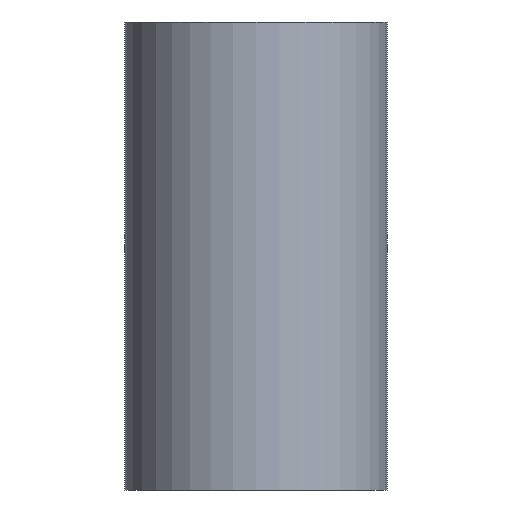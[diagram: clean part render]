
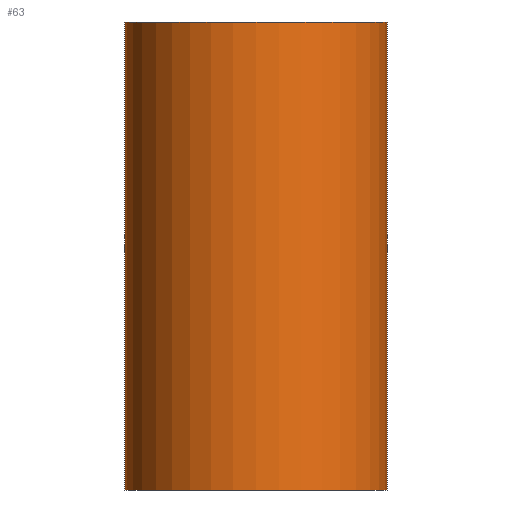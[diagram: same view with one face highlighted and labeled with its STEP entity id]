
A CAD part, front view. The second image highlights one B-rep face of the part: STEP entity #63.
In plain terms, the highlighted cylindrical face has radius 10.604 mm (diameter 21.209 mm), a full revolution.
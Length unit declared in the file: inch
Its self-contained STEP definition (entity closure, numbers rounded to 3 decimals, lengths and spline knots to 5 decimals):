
#16=LINE('',#128,#18);
#18=VECTOR('',#112,0.4175);
#20=CYLINDRICAL_SURFACE('',#92,0.4175);
#25=FACE_OUTER_BOUND('',#30,.T.);
#30=EDGE_LOOP('',(#53,#54,#55,#56));
#33=CIRCLE('',#88,0.4175);
#36=CIRCLE('',#93,0.4175);
#37=VERTEX_POINT('',#117);
#40=VERTEX_POINT('',#126);
#41=EDGE_CURVE('',#37,#37,#33,.T.);
#45=EDGE_CURVE('',#40,#40,#36,.T.);
#46=EDGE_CURVE('',#40,#37,#16,.T.);
#53=ORIENTED_EDGE('',*,*,#45,.F.);
#54=ORIENTED_EDGE('',*,*,#46,.T.);
#55=ORIENTED_EDGE('',*,*,#41,.F.);
#56=ORIENTED_EDGE('',*,*,#46,.F.);
#63=ADVANCED_FACE('',(#25),#20,.T.);
#88=AXIS2_PLACEMENT_3D('',#118,#99,#100);
#92=AXIS2_PLACEMENT_3D('',#125,#108,#109);
#93=AXIS2_PLACEMENT_3D('',#127,#110,#111);
#99=DIRECTION('center_axis',(0.,0.,-1.));
#100=DIRECTION('ref_axis',(1.,0.,0.));
#108=DIRECTION('center_axis',(0.,0.,1.));
#109=DIRECTION('ref_axis',(1.,0.,0.));
#110=DIRECTION('center_axis',(0.,0.,1.));
#111=DIRECTION('ref_axis',(1.,0.,0.));
#112=DIRECTION('',(0.,0.,-1.));
#117=CARTESIAN_POINT('',(-0.4175,0.,-0.745));
#118=CARTESIAN_POINT('Origin',(0.,0.,-0.745));
#125=CARTESIAN_POINT('Origin',(0.,0.,0.));
#126=CARTESIAN_POINT('',(-0.4175,0.,0.745));
#127=CARTESIAN_POINT('Origin',(0.,0.,0.745));
#128=CARTESIAN_POINT('',(-0.4175,0.,0.));
